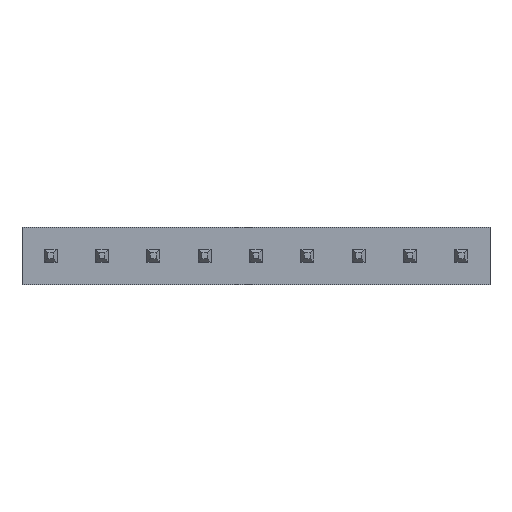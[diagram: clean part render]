
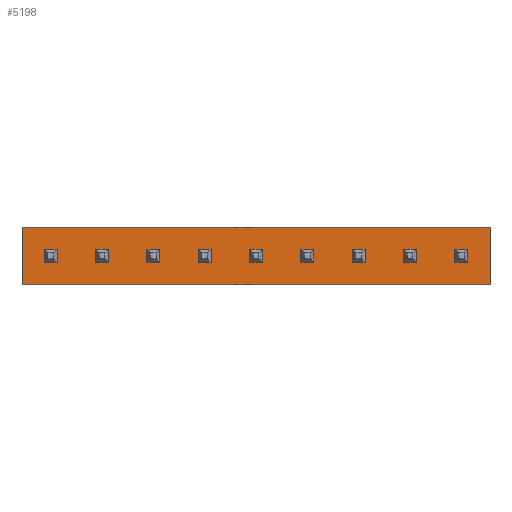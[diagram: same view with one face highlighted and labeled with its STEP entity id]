
A CAD part, top view. The second image highlights one B-rep face of the part: STEP entity #5198.
In plain terms, the highlighted planar face has unit normal (0, 0, 1).
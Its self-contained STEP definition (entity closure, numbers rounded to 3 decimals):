
#5073 = CARTESIAN_POINT ( 'NONE',  ( 21.74, 1.42, 2.54 ) ) ;
#5074 = VERTEX_POINT ( 'NONE', #5073 ) ;
#5081 = CARTESIAN_POINT ( 'NONE',  ( 21.74, -1.42, 2.54 ) ) ;
#5082 = VERTEX_POINT ( 'NONE', #5081 ) ;
#5083 = CARTESIAN_POINT ( 'NONE',  ( 21.74, -1.42, 2.54 ) ) ;
#5084 = DIRECTION ( 'NONE',  ( 0., 1., 0. ) ) ;
#5085 = VECTOR ( 'NONE', #5084, 1000. ) ;
#5086 = LINE ( 'NONE', #5083, #5085 ) ;
#5087 = EDGE_CURVE ( 'NONE', #5082, #5074, #5086, .T. ) ;
#5111 = CARTESIAN_POINT ( 'NONE',  ( -1.42, 1.42, 2.54 ) ) ;
#5112 = VERTEX_POINT ( 'NONE', #5111 ) ;
#5119 = CARTESIAN_POINT ( 'NONE',  ( -1.42, 1.42, 2.54 ) ) ;
#5120 = DIRECTION ( 'NONE',  ( -1., 0., 0. ) ) ;
#5121 = VECTOR ( 'NONE', #5120, 1000. ) ;
#5122 = LINE ( 'NONE', #5119, #5121 ) ;
#5123 = EDGE_CURVE ( 'NONE', #5074, #5112, #5122, .T. ) ;
#5142 = CARTESIAN_POINT ( 'NONE',  ( -1.42, -1.42, 2.54 ) ) ;
#5143 = VERTEX_POINT ( 'NONE', #5142 ) ;
#5150 = CARTESIAN_POINT ( 'NONE',  ( -1.42, -1.42, 2.54 ) ) ;
#5151 = DIRECTION ( 'NONE',  ( 0., -1., 0. ) ) ;
#5152 = VECTOR ( 'NONE', #5151, 1000. ) ;
#5153 = LINE ( 'NONE', #5150, #5152 ) ;
#5154 = EDGE_CURVE ( 'NONE', #5112, #5143, #5153, .T. ) ;
#5172 = CARTESIAN_POINT ( 'NONE',  ( -1.42, -1.42, 2.54 ) ) ;
#5173 = DIRECTION ( 'NONE',  ( 1., 0., 0. ) ) ;
#5174 = VECTOR ( 'NONE', #5173, 1000. ) ;
#5175 = LINE ( 'NONE', #5172, #5174 ) ;
#5176 = EDGE_CURVE ( 'NONE', #5143, #5082, #5175, .T. ) ;
#5187 = ORIENTED_EDGE ( 'NONE', *, *, #5087, .T. ) ;
#5188 = ORIENTED_EDGE ( 'NONE', *, *, #5123, .T. ) ;
#5189 = ORIENTED_EDGE ( 'NONE', *, *, #5154, .T. ) ;
#5190 = ORIENTED_EDGE ( 'NONE', *, *, #5176, .T. ) ;
#5191 = EDGE_LOOP ( 'NONE', ( #5187, #5188, #5189, #5190 ) ) ;
#5192 = FACE_OUTER_BOUND ( 'NONE', #5191, .T. ) ;
#5193 = CARTESIAN_POINT ( 'NONE',  ( 10.16, 0., 2.54 ) ) ;
#5194 = DIRECTION ( 'NONE',  ( 0., 0., -1. ) ) ;
#5195 = DIRECTION ( 'NONE',  ( 0., 1., 0. ) ) ;
#5196 = AXIS2_PLACEMENT_3D ( 'NONE', #5193, #5194, #5195 ) ;
#5197 = PLANE ( 'NONE', #5196 ) ;
#5198 = ADVANCED_FACE ( 'NONE', ( #5192 ), #5197, .F. ) ;
